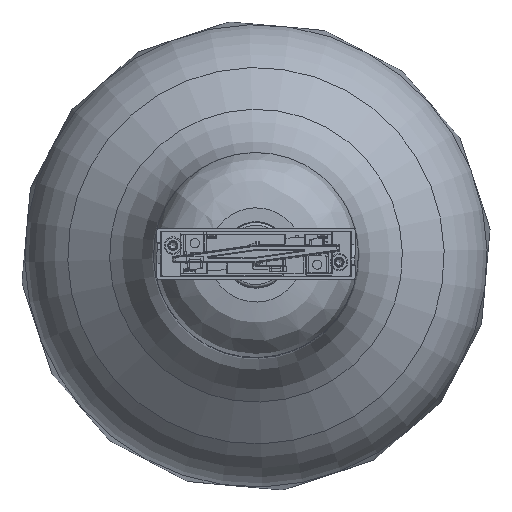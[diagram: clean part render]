
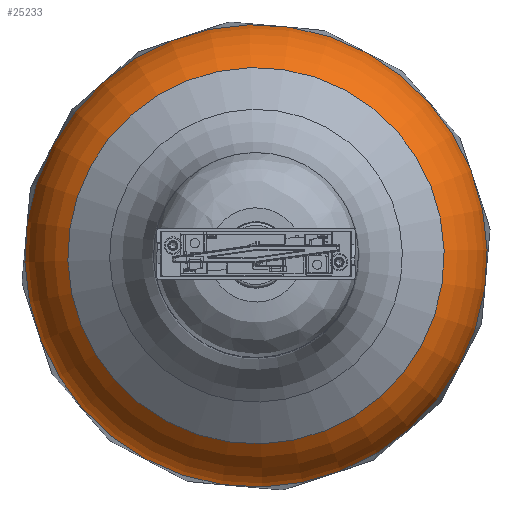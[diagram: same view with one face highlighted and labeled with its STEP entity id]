
A CAD part, top view. The second image highlights one B-rep face of the part: STEP entity #25233.
In plain terms, the highlighted toroidal (fillet/blend) face has major radius 43.745 mm and minor radius 40 mm.
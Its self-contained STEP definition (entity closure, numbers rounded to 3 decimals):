
#119=TOROIDAL_SURFACE('',#26867,43.745,40.);
#1134=CIRCLE('',#26865,83.431);
#1136=CIRCLE('',#26868,67.915);
#1137=CIRCLE('',#26869,40.);
#1138=CIRCLE('',#26870,67.915);
#2350=FACE_OUTER_BOUND('',#3761,.T.);
#3761=EDGE_LOOP('',(#19743,#19744,#19745,#19746,#19747));
#11009=VERTEX_POINT('',#39218);
#11010=VERTEX_POINT('',#39222);
#11011=VERTEX_POINT('',#39223);
#14113=EDGE_CURVE('',#11009,#11009,#1134,.T.);
#14115=EDGE_CURVE('',#11010,#11011,#1136,.T.);
#14116=EDGE_CURVE('',#11010,#11009,#1137,.T.);
#14117=EDGE_CURVE('',#11011,#11010,#1138,.T.);
#19743=ORIENTED_EDGE('',*,*,#14115,.F.);
#19744=ORIENTED_EDGE('',*,*,#14116,.T.);
#19745=ORIENTED_EDGE('',*,*,#14113,.T.);
#19746=ORIENTED_EDGE('',*,*,#14116,.F.);
#19747=ORIENTED_EDGE('',*,*,#14117,.F.);
#25233=ADVANCED_FACE('',(#2350),#119,.T.);
#26865=AXIS2_PLACEMENT_3D('',#39219,#31175,#31176);
#26867=AXIS2_PLACEMENT_3D('',#39221,#31179,#31180);
#26868=AXIS2_PLACEMENT_3D('',#39224,#31181,#31182);
#26869=AXIS2_PLACEMENT_3D('',#39225,#31183,#31184);
#26870=AXIS2_PLACEMENT_3D('',#39226,#31185,#31186);
#31175=DIRECTION('center_axis',(0.,0.,
1.));
#31176=DIRECTION('ref_axis',(0.622,0.783,0.));
#31179=DIRECTION('center_axis',(0.,0.,
1.));
#31180=DIRECTION('ref_axis',(0.783,-0.622,0.));
#31181=DIRECTION('center_axis',(0.,0.,
1.));
#31182=DIRECTION('ref_axis',(0.622,0.783,0.));
#31183=DIRECTION('center_axis',(-0.622,-0.783,0.));
#31184=DIRECTION('ref_axis',(-0.783,0.622,0.));
#31185=DIRECTION('center_axis',(0.,0.,
1.));
#31186=DIRECTION('ref_axis',(0.622,0.783,0.));
#39218=CARTESIAN_POINT('',(-65.355,51.689,-422.084));
#39219=CARTESIAN_POINT('Origin',(0.,-0.172,
-422.084));
#39221=CARTESIAN_POINT('Origin',(0.,-0.172,
-427.084));
#39222=CARTESIAN_POINT('',(-53.201,42.044,-395.212));
#39223=CARTESIAN_POINT('',(42.216,53.029,-395.212));
#39224=CARTESIAN_POINT('Origin',(0.,-0.172,
-395.212));
#39225=CARTESIAN_POINT('Origin',(-34.267,27.02,-427.084));
#39226=CARTESIAN_POINT('Origin',(0.,-0.172,
-395.212));
